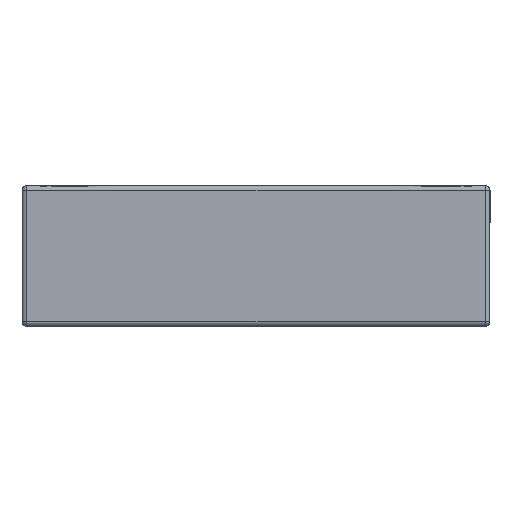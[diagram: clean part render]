
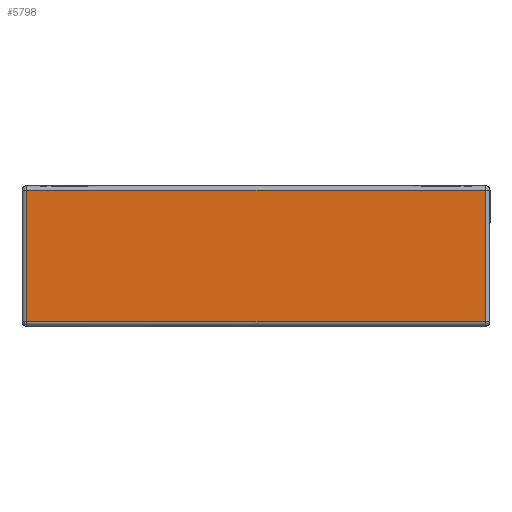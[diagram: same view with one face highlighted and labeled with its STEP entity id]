
A CAD part, left-side view. The second image highlights one B-rep face of the part: STEP entity #5798.
In plain terms, the highlighted free-form (B-spline) face has degree [1, 1] with [2, 2] control points.
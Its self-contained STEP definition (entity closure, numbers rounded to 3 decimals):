
#962 = EDGE_CURVE ( 'NONE', #8120, #9068, #7549, .T. ) ;
#1010 = FACE_OUTER_BOUND ( 'NONE', #9685, .T. ) ;
#1379 = CARTESIAN_POINT ( 'NONE',  ( -46.648, -9.618, -4. ) ) ;
#1415 = CARTESIAN_POINT ( 'NONE',  ( -46.648, -9.618, -116. ) ) ;
#1945 = CARTESIAN_POINT ( 'NONE',  ( -46.648, -9.618, -4. ) ) ;
#2010 = CARTESIAN_POINT ( 'NONE',  ( -46.648, -9.618, -4. ) ) ;
#3546 = ORIENTED_EDGE ( 'NONE', *, *, #8490, .F. ) ;
#3970 = VERTEX_POINT ( 'NONE', #4715 ) ;
#4625 = CARTESIAN_POINT ( 'NONE',  ( -46.648, 382.382, -4. ) ) ;
#4715 = CARTESIAN_POINT ( 'NONE',  ( -46.648, 382.382, -4. ) ) ;
#4802 = EDGE_CURVE ( 'NONE', #8355, #8120, #10604, .T. ) ;
#4955 = ORIENTED_EDGE ( 'NONE', *, *, #8688, .T. ) ;
#5515 = CARTESIAN_POINT ( 'NONE',  ( -46.648, -13.618, -120. ) ) ;
#5798 = ADVANCED_FACE ( 'NONE', ( #1010 ), #7688, .F. ) ;
#6072 = CARTESIAN_POINT ( 'NONE',  ( -46.648, -9.618, -116. ) ) ;
#6117 = CARTESIAN_POINT ( 'NONE',  ( -46.648, 382.382, -116. ) ) ;
#6372 = CARTESIAN_POINT ( 'NONE',  ( -46.648, 386.382, 0. ) ) ;
#6545 = B_SPLINE_CURVE_WITH_KNOTS ( 'NONE', 1,
 ( #7193, #8850 ),
 .UNSPECIFIED., .F., .F.,
 ( 2, 2 ),
 ( 0., 1. ),
 .UNSPECIFIED. ) ;
#7193 = CARTESIAN_POINT ( 'NONE',  ( -46.648, 382.382, -4. ) ) ;
#7549 = B_SPLINE_CURVE_WITH_KNOTS ( 'NONE', 1,
 ( #6072, #2010 ),
 .UNSPECIFIED., .F., .F.,
 ( 2, 2 ),
 ( 0., 1. ),
 .UNSPECIFIED. ) ;
#7688 = B_SPLINE_SURFACE_WITH_KNOTS ( 'NONE', 1, 1, ( 
 ( #10301, #6372 ),
 ( #5515, #9532 ) ),
 .UNSPECIFIED., .F., .F., .F.,
 ( 2, 2 ),
 ( 2, 2 ),
 ( 0., 120. ),
 ( -2000., -1600. ),
 .UNSPECIFIED. ) ;
#7700 = ORIENTED_EDGE ( 'NONE', *, *, #962, .T. ) ;
#8120 = VERTEX_POINT ( 'NONE', #1415 ) ;
#8355 = VERTEX_POINT ( 'NONE', #9459 ) ;
#8490 = EDGE_CURVE ( 'NONE', #3970, #9068, #9103, .T. ) ;
#8688 = EDGE_CURVE ( 'NONE', #3970, #8355, #6545, .T. ) ;
#8850 = CARTESIAN_POINT ( 'NONE',  ( -46.648, 382.382, -116. ) ) ;
#9068 = VERTEX_POINT ( 'NONE', #1945 ) ;
#9103 = B_SPLINE_CURVE_WITH_KNOTS ( 'NONE', 1,
 ( #4625, #1379 ),
 .UNSPECIFIED., .F., .F.,
 ( 2, 2 ),
 ( 0., 1. ),
 .UNSPECIFIED. ) ;
#9459 = CARTESIAN_POINT ( 'NONE',  ( -46.648, 382.382, -116. ) ) ;
#9532 = CARTESIAN_POINT ( 'NONE',  ( -46.648, 386.382, -120. ) ) ;
#9685 = EDGE_LOOP ( 'NONE', ( #3546, #4955, #10308, #7700 ) ) ;
#10083 = CARTESIAN_POINT ( 'NONE',  ( -46.648, -9.618, -116. ) ) ;
#10301 = CARTESIAN_POINT ( 'NONE',  ( -46.648, -13.618, 0. ) ) ;
#10308 = ORIENTED_EDGE ( 'NONE', *, *, #4802, .T. ) ;
#10604 = B_SPLINE_CURVE_WITH_KNOTS ( 'NONE', 1,
 ( #6117, #10083 ),
 .UNSPECIFIED., .F., .F.,
 ( 2, 2 ),
 ( 0., 1. ),
 .UNSPECIFIED. ) ;
